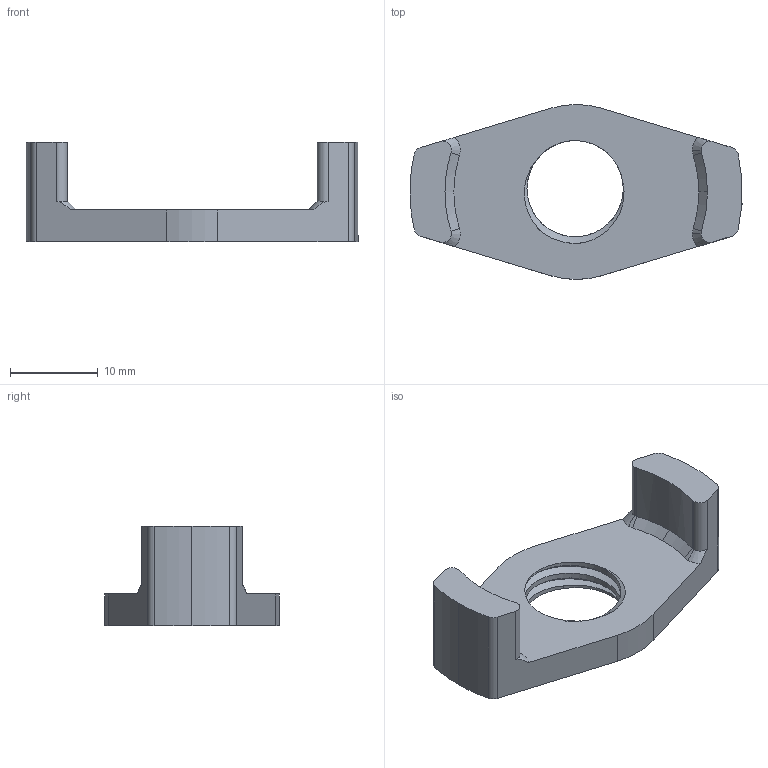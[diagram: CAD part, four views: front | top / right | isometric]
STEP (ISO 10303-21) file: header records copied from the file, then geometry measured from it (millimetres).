
FILE_DESCRIPTION (( 'STEP AP203' ), '1' );
FILE_NAME ('A51Z X-Gantry Right-lock nut.STEP', '2018-03-09T05:27:20', ( '' ), ( '' ), 'SwSTEP 2.0', 'SolidWorks 2017', '' );
FILE_SCHEMA (( 'CONFIG_CONTROL_DESIGN' ));
Length unit declared in the file: millimetre
Products named in the file (1): A51Z X-Gantry Right-lock nut
Bounding box: 37.94 x 20 x 11.39 mm (x, y, z)
Volume: 2383.8 mm3; surface area: 1908.1 mm2
Topology: 1 solids, 1 shells, 45 faces, 123 edges, 80 vertices
Faces by surface type: cylinder 24, cone 9, plane 9, bspline 3
Entity records: 2483 total; most frequent: CARTESIAN_POINT 1283, ORIENTED_EDGE 246, DIRECTION 236, EDGE_CURVE 123, AXIS2_PLACEMENT_3D 94, VERTEX_POINT 80, CIRCLE 51, VECTOR 48
